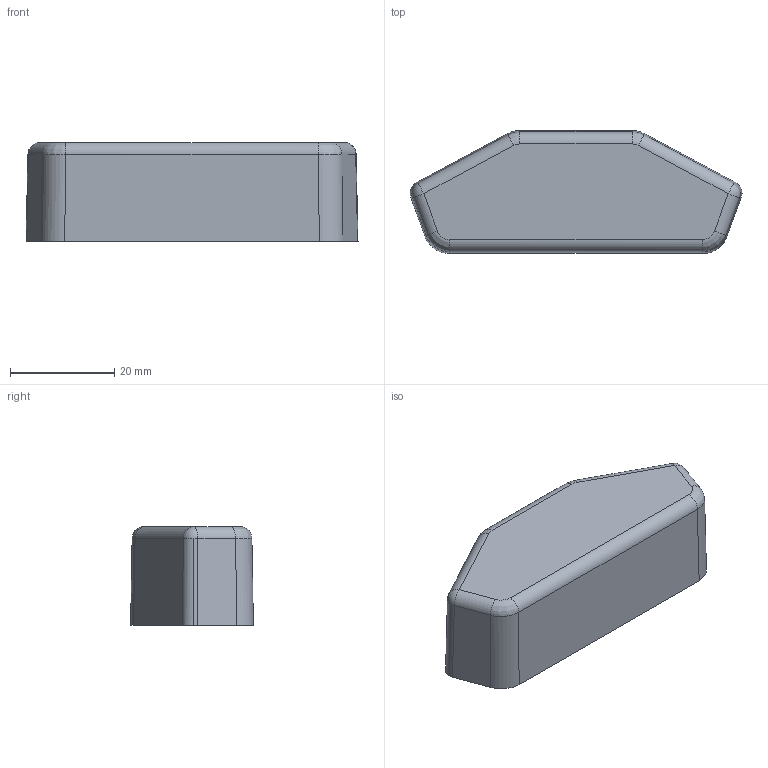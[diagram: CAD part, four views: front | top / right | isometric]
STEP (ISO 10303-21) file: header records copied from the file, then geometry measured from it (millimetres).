
FILE_DESCRIPTION(('CoCreate Modeling STEP Export'),'2;1');
FILE_NAME('6364625.stp','2016-08-23T13:26:11',(''),(''),'CoCreate Modeling STEP processor for AP214 (Solid Model)','CoCreate Modeling 16.00D 29-May-2009 (C) Parametric Technology GmbH','');
FILE_SCHEMA(('AUTOMOTIVE_DESIGN { 1 0 10303 214 1 1 1 1 }'));
Length unit declared in the file: millimetre
Products named in the file (1): Schutzkappe_TPS
Bounding box: 63.8 x 23.6 x 19 mm (x, y, z)
Volume: 6416.9 mm3; surface area: 7371.6 mm2
Topology: 1 solids, 1 shells, 67 faces, 156 edges, 88 vertices
Faces by surface type: cylinder 28, bspline 18, plane 15, sphere 4, extrusion 2
Entity records: 2984 total; most frequent: CARTESIAN_POINT 1712, ORIENTED_EDGE 304, DIRECTION 188, EDGE_CURVE 152, VERTEX_POINT 88, EDGE_LOOP 68, FACE_OUTER_BOUND 67, ADVANCED_FACE 67
